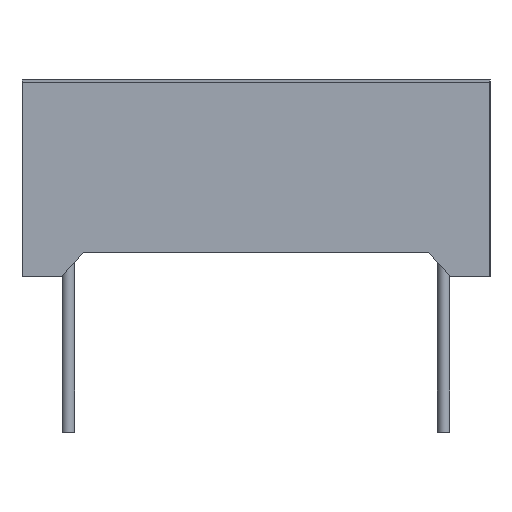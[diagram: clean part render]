
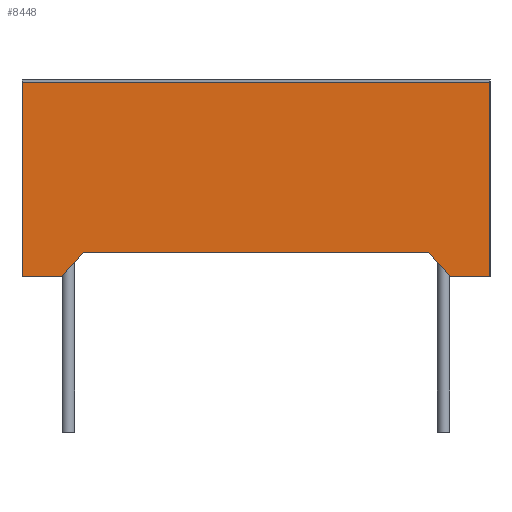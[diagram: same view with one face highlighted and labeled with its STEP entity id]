
A CAD part, left-side view. The second image highlights one B-rep face of the part: STEP entity #8448.
In plain terms, the highlighted planar face has unit normal (-1, 0, 0).
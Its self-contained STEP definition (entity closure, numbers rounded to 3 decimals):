
#1298=FACE_OUTER_BOUND('',#1780,.T.);
#1780=EDGE_LOOP('',(#5766,#5767,#5768,#5769,#5770,#5771,#5772,#5773));
#2343=LINE('',#9990,#2906);
#2353=LINE('',#10008,#2916);
#2356=LINE('',#10014,#2919);
#2357=LINE('',#10018,#2920);
#2365=LINE('',#10032,#2928);
#2375=LINE('',#10052,#2938);
#2376=LINE('',#10054,#2939);
#2377=LINE('',#10055,#2940);
#2906=VECTOR('',#9134,10.);
#2916=VECTOR('',#9148,10.);
#2919=VECTOR('',#9153,10.);
#2920=VECTOR('',#9156,10.);
#2928=VECTOR('',#9168,10.);
#2938=VECTOR('',#9188,10.);
#2939=VECTOR('',#9189,10.);
#2940=VECTOR('',#9190,10.);
#3461=VERTEX_POINT('',#9988);
#3462=VERTEX_POINT('',#9989);
#3468=VERTEX_POINT('',#10006);
#3470=VERTEX_POINT('',#10012);
#3471=VERTEX_POINT('',#10016);
#3472=VERTEX_POINT('',#10017);
#3481=VERTEX_POINT('',#10051);
#3482=VERTEX_POINT('',#10053);
#4359=EDGE_CURVE('',#3461,#3462,#2343,.T.);
#4369=EDGE_CURVE('',#3461,#3468,#2353,.T.);
#4372=EDGE_CURVE('',#3470,#3468,#2356,.T.);
#4373=EDGE_CURVE('',#3471,#3472,#2357,.T.);
#4381=EDGE_CURVE('',#3471,#3470,#2365,.T.);
#4391=EDGE_CURVE('',#3472,#3481,#2375,.T.);
#4392=EDGE_CURVE('',#3482,#3481,#2376,.T.);
#4393=EDGE_CURVE('',#3462,#3482,#2377,.T.);
#5766=ORIENTED_EDGE('',*,*,#4391,.T.);
#5767=ORIENTED_EDGE('',*,*,#4392,.F.);
#5768=ORIENTED_EDGE('',*,*,#4393,.F.);
#5769=ORIENTED_EDGE('',*,*,#4359,.F.);
#5770=ORIENTED_EDGE('',*,*,#4369,.T.);
#5771=ORIENTED_EDGE('',*,*,#4372,.F.);
#5772=ORIENTED_EDGE('',*,*,#4381,.F.);
#5773=ORIENTED_EDGE('',*,*,#4373,.T.);
#8352=PLANE('',#8962);
#8448=ADVANCED_FACE('',(#1298),#8352,.T.);
#8962=AXIS2_PLACEMENT_3D('',#10050,#9186,#9187);
#9134=DIRECTION('',(0.,1.,0.));
#9148=DIRECTION('',(0.,-0.669,0.743));
#9153=DIRECTION('',(0.,1.,0.));
#9156=DIRECTION('',(0.,-1.,0.));
#9168=DIRECTION('',(0.,0.669,0.743));
#9186=DIRECTION('center_axis',(-1.,0.,0.));
#9187=DIRECTION('ref_axis',(0.,-1.,0.));
#9188=DIRECTION('',(0.,0.,1.));
#9189=DIRECTION('',(0.,-1.,0.));
#9190=DIRECTION('',(0.,0.,1.));
#9988=CARTESIAN_POINT('',(-25.15,7.9,0.));
#9989=CARTESIAN_POINT('',(-25.15,9.5,0.));
#9990=CARTESIAN_POINT('',(-25.15,9.5,0.));
#10006=CARTESIAN_POINT('',(-25.15,7.,1.));
#10008=CARTESIAN_POINT('',(-25.15,7.9,0.));
#10012=CARTESIAN_POINT('',(-25.15,-7.,1.));
#10014=CARTESIAN_POINT('',(-25.15,-9.5,1.));
#10016=CARTESIAN_POINT('',(-25.15,-7.9,0.));
#10017=CARTESIAN_POINT('',(-25.15,-9.5,0.));
#10018=CARTESIAN_POINT('',(-25.15,-9.5,0.));
#10032=CARTESIAN_POINT('',(-25.15,-7.9,0.));
#10050=CARTESIAN_POINT('Origin',(-25.15,9.5,1.));
#10051=CARTESIAN_POINT('',(-25.15,-9.5,7.9));
#10052=CARTESIAN_POINT('',(-25.15,-9.5,0.));
#10053=CARTESIAN_POINT('',(-25.15,9.5,7.9));
#10054=CARTESIAN_POINT('',(-25.15,-9.5,7.9));
#10055=CARTESIAN_POINT('',(-25.15,9.5,1.));
